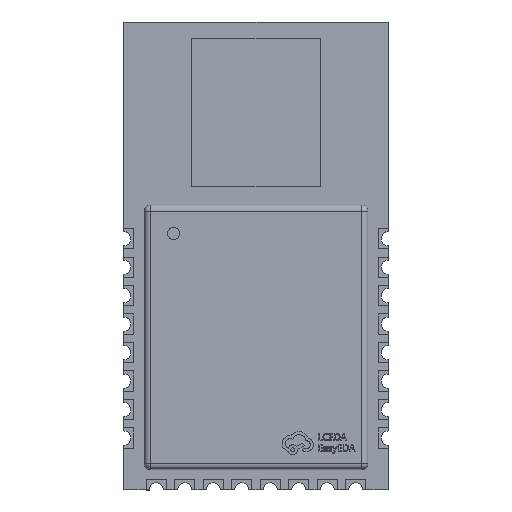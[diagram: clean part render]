
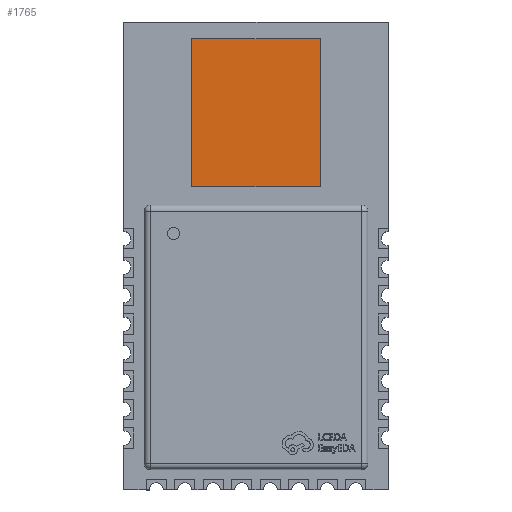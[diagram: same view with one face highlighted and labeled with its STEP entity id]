
A CAD part, top view. The second image highlights one B-rep face of the part: STEP entity #1765.
In plain terms, the highlighted planar face has unit normal (0, 0, 1).
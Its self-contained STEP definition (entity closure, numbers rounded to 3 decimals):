
#229 = LINE ( 'NONE', #18032, #21345 ) ;
#905 = EDGE_LOOP ( 'NONE', ( #26342, #17318, #28616, #1723 ) ) ;
#1467 = PLANE ( 'NONE',  #21005 ) ;
#1723 = ORIENTED_EDGE ( 'NONE', *, *, #7192, .T. ) ;
#1765 = ADVANCED_FACE ( 'NONE', ( #3377 ), #1467, .T. ) ;
#1846 = DIRECTION ( 'NONE',  ( -1., 0., 0. ) ) ;
#3377 = FACE_OUTER_BOUND ( 'NONE', #905, .T. ) ;
#3747 = DIRECTION ( 'NONE',  ( 0., 1., 0. ) ) ;
#4955 = VERTEX_POINT ( 'NONE', #26973 ) ;
#5428 = EDGE_CURVE ( 'NONE', #4955, #17648, #19500, .T. ) ;
#6174 = VECTOR ( 'NONE', #1846, 1000. ) ;
#6237 = CARTESIAN_POINT ( 'NONE',  ( 3.15, 10.666, 1.6 ) ) ;
#7010 = DIRECTION ( 'NONE',  ( 0., -1., 0. ) ) ;
#7192 = EDGE_CURVE ( 'NONE', #9890, #4955, #229, .T. ) ;
#8966 = VECTOR ( 'NONE', #3747, 1000. ) ;
#9303 = VERTEX_POINT ( 'NONE', #20717 ) ;
#9811 = VECTOR ( 'NONE', #7010, 1000. ) ;
#9890 = VERTEX_POINT ( 'NONE', #17281 ) ;
#11463 = DIRECTION ( 'NONE',  ( 1., 0., 0. ) ) ;
#11983 = CARTESIAN_POINT ( 'NONE',  ( -3.15, 10.666, 1.6 ) ) ;
#13150 = DIRECTION ( 'NONE',  ( 1., 0., 0. ) ) ;
#15451 = EDGE_CURVE ( 'NONE', #9303, #9890, #18138, .T. ) ;
#17281 = CARTESIAN_POINT ( 'NONE',  ( -3.15, 3.394, 1.6 ) ) ;
#17318 = ORIENTED_EDGE ( 'NONE', *, *, #20782, .T. ) ;
#17648 = VERTEX_POINT ( 'NONE', #18490 ) ;
#18032 = CARTESIAN_POINT ( 'NONE',  ( -3.15, 3.394, 1.6 ) ) ;
#18138 = LINE ( 'NONE', #24996, #9811 ) ;
#18490 = CARTESIAN_POINT ( 'NONE',  ( 3.15, 10.666, 1.6 ) ) ;
#19407 = DIRECTION ( 'NONE',  ( 0., 0., 1. ) ) ;
#19500 = LINE ( 'NONE', #6237, #8966 ) ;
#20717 = CARTESIAN_POINT ( 'NONE',  ( -3.15, 10.666, 1.6 ) ) ;
#20782 = EDGE_CURVE ( 'NONE', #17648, #9303, #27539, .T. ) ;
#21005 = AXIS2_PLACEMENT_3D ( 'NONE', #23796, #19407, #13150 ) ;
#21345 = VECTOR ( 'NONE', #11463, 1000. ) ;
#23796 = CARTESIAN_POINT ( 'NONE',  ( 0., 0., 1.6 ) ) ;
#24996 = CARTESIAN_POINT ( 'NONE',  ( -3.15, 10.666, 1.6 ) ) ;
#26342 = ORIENTED_EDGE ( 'NONE', *, *, #5428, .T. ) ;
#26973 = CARTESIAN_POINT ( 'NONE',  ( 3.15, 3.394, 1.6 ) ) ;
#27539 = LINE ( 'NONE', #11983, #6174 ) ;
#28616 = ORIENTED_EDGE ( 'NONE', *, *, #15451, .T. ) ;
